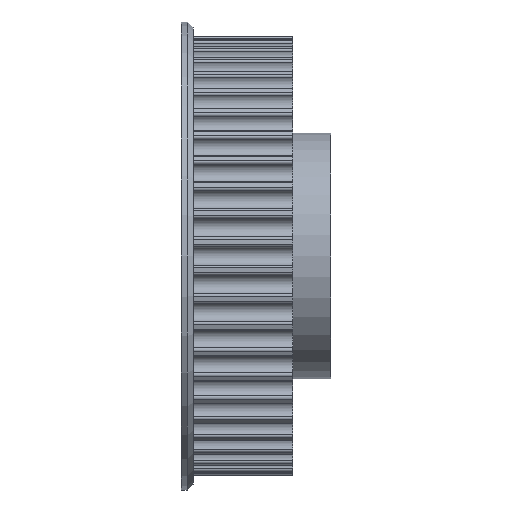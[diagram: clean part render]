
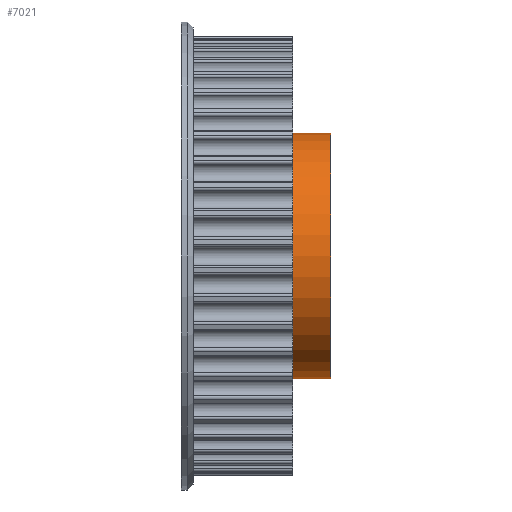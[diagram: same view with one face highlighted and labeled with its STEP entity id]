
A CAD part, left-side view. The second image highlights one B-rep face of the part: STEP entity #7021.
In plain terms, the highlighted cylindrical face has radius 21 mm (diameter 42 mm), a partial arc.
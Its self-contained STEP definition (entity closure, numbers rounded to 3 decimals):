
#61 = CARTESIAN_POINT ( 'NONE',  ( 0., -6.5, 21. ) ) ;
#66 = DIRECTION ( 'NONE',  ( 0., 0., -1. ) ) ;
#832 = CYLINDRICAL_SURFACE ( 'NONE', #11838, 21. ) ;
#1185 = ORIENTED_EDGE ( 'NONE', *, *, #8333, .F. ) ;
#1434 = EDGE_CURVE ( 'NONE', #7955, #9836, #8775, .T. ) ;
#1609 = CIRCLE ( 'NONE', #3407, 21. ) ;
#1642 = VERTEX_POINT ( 'NONE', #8142 ) ;
#1706 = CARTESIAN_POINT ( 'NONE',  ( 0., -6.5, 21. ) ) ;
#2196 = LINE ( 'NONE', #5199, #7962 ) ;
#2289 = CARTESIAN_POINT ( 'NONE',  ( 0., 0., 0. ) ) ;
#2706 = VECTOR ( 'NONE', #7837, 1000. ) ;
#3407 = AXIS2_PLACEMENT_3D ( 'NONE', #2289, #9206, #4360 ) ;
#3639 = FACE_OUTER_BOUND ( 'NONE', #4532, .T. ) ;
#3692 = ORIENTED_EDGE ( 'NONE', *, *, #4243, .F. ) ;
#3989 = DIRECTION ( 'NONE',  ( 0., -1., 0. ) ) ;
#4243 = EDGE_CURVE ( 'NONE', #1642, #4668, #2196, .T. ) ;
#4360 = DIRECTION ( 'NONE',  ( 0., 0., 1. ) ) ;
#4532 = EDGE_LOOP ( 'NONE', ( #3692, #1185, #4770, #7934 ) ) ;
#4644 = CARTESIAN_POINT ( 'NONE',  ( 0., -6.5, 0. ) ) ;
#4668 = VERTEX_POINT ( 'NONE', #10080 ) ;
#4770 = ORIENTED_EDGE ( 'NONE', *, *, #1434, .T. ) ;
#5199 = CARTESIAN_POINT ( 'NONE',  ( 0., -6.5, -21. ) ) ;
#5398 = AXIS2_PLACEMENT_3D ( 'NONE', #11647, #3989, #66 ) ;
#7021 = ADVANCED_FACE ( 'NONE', ( #3639 ), #832, .T. ) ;
#7313 = DIRECTION ( 'NONE',  ( 0., 0., 1. ) ) ;
#7441 = DIRECTION ( 'NONE',  ( 0., 1., 0. ) ) ;
#7584 = CIRCLE ( 'NONE', #5398, 21. ) ;
#7837 = DIRECTION ( 'NONE',  ( 0., 1., 0. ) ) ;
#7934 = ORIENTED_EDGE ( 'NONE', *, *, #9683, .T. ) ;
#7955 = VERTEX_POINT ( 'NONE', #1706 ) ;
#7962 = VECTOR ( 'NONE', #9990, 1000. ) ;
#8142 = CARTESIAN_POINT ( 'NONE',  ( 0., -6.5, -21. ) ) ;
#8333 = EDGE_CURVE ( 'NONE', #7955, #1642, #7584, .T. ) ;
#8775 = LINE ( 'NONE', #61, #2706 ) ;
#9206 = DIRECTION ( 'NONE',  ( 0., -1., 0. ) ) ;
#9683 = EDGE_CURVE ( 'NONE', #9836, #4668, #1609, .T. ) ;
#9836 = VERTEX_POINT ( 'NONE', #11388 ) ;
#9990 = DIRECTION ( 'NONE',  ( 0., 1., 0. ) ) ;
#10080 = CARTESIAN_POINT ( 'NONE',  ( 0., 0., -21. ) ) ;
#11388 = CARTESIAN_POINT ( 'NONE',  ( 0., 0., 21. ) ) ;
#11647 = CARTESIAN_POINT ( 'NONE',  ( 0., -6.5, 0. ) ) ;
#11838 = AXIS2_PLACEMENT_3D ( 'NONE', #4644, #7441, #7313 ) ;
